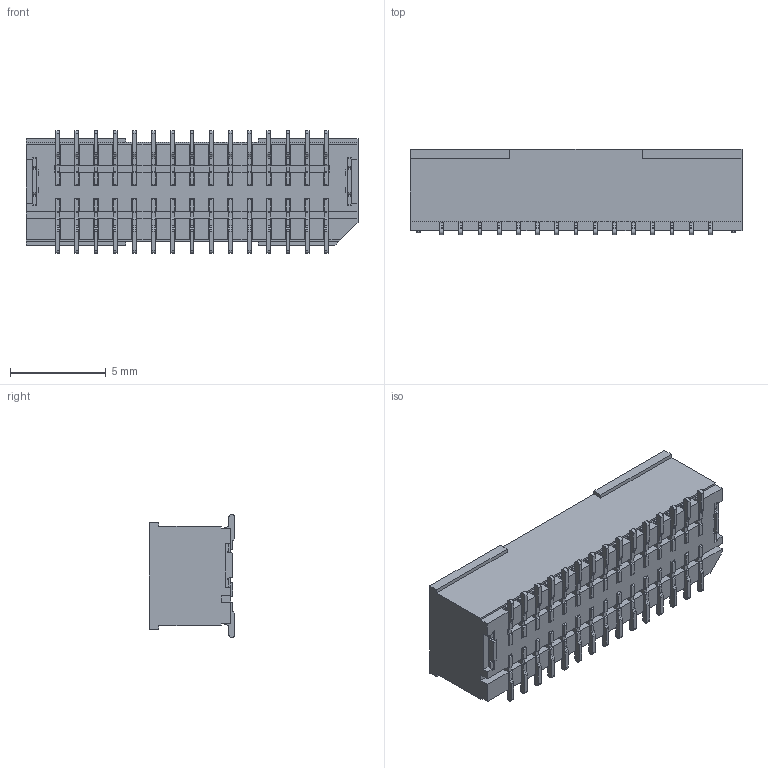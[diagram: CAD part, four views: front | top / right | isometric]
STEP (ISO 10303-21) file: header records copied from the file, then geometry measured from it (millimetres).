
FILE_DESCRIPTION((''),'2;1');
FILE_NAME('WF10003-30P_ASM','2022-04-06T',('工程三'),(''),'PRO/ENGINEER BY PARAMETRIC TECHNOLOGY CORPORATION, 2010280','PRO/ENGINEER BY PARAMETRIC TECHNOLOGY CORPORATION, 2010280','');
FILE_SCHEMA(('CONFIG_CONTROL_DESIGN'));
Length unit declared in the file: millimetre
Products named in the file (1): WF10003-30P_ASM
Bounding box: 17.3 x 4.45 x 6.4 mm (x, y, z)
Volume: 171.9 mm3; surface area: 684.8 mm2
Topology: 1 solids, 31 shells, 2052 faces, 5523 edges, 3594 vertices
Faces by surface type: plane 1600, cylinder 452
Entity records: 63567 total; most frequent: CARTESIAN_POINT 12025, ORIENTED_EDGE 11046, DIRECTION 10150, EDGE_CURVE 5523, VECTOR 4390, LINE 4390, VERTEX_POINT 3594, AXIS2_PLACEMENT_3D 2880
